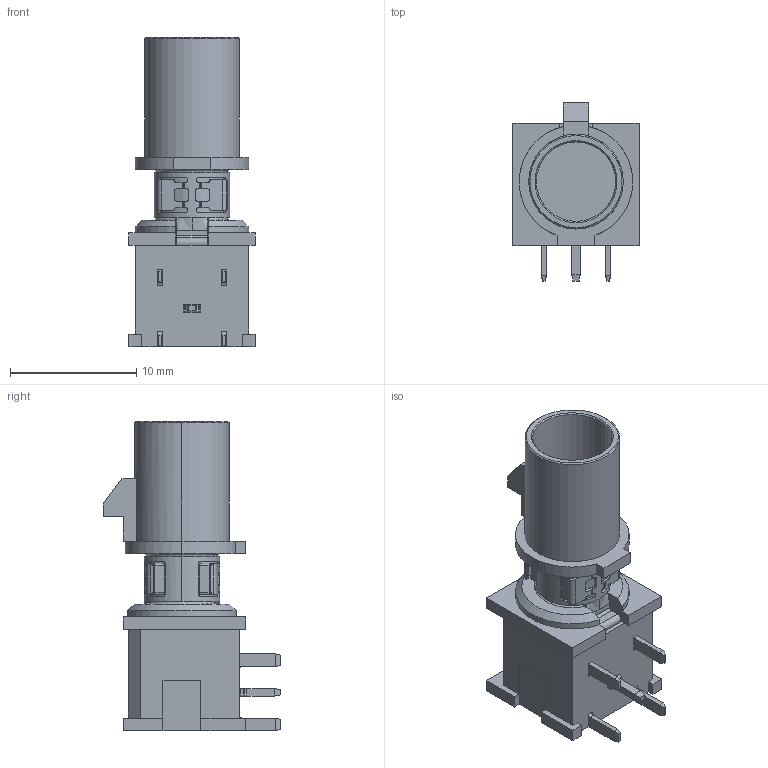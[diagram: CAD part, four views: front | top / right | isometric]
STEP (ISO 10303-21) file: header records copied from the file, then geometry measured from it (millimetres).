
FILE_DESCRIPTION (( 'STEP AP203' ), '1' );
FILE_NAME ('HPC1180_200611.STEP', '2020-06-11T00:58:20', ( '' ), ( '' ), 'SwSTEP 2.0', 'SolidWorks 2019', '' );
FILE_SCHEMA (( 'CONFIG_CONTROL_DESIGN' ));
Length unit declared in the file: millimetre
Products named in the file (1): HPC1180_200611
Bounding box: 10 x 14.1 x 24.52 mm (x, y, z)
Volume: 1172.7 mm3; surface area: 1280.4 mm2
Topology: 1 solids, 1 shells, 391 faces, 1097 edges, 704 vertices
Faces by surface type: plane 216, cylinder 141, bspline 16, sphere 8, cone 6, torus 4
Entity records: 13456 total; most frequent: CARTESIAN_POINT 3515, ORIENTED_EDGE 2178, DIRECTION 1937, EDGE_CURVE 1089, VERTEX_POINT 704, VECTOR 685, LINE 685, AXIS2_PLACEMENT_3D 626
